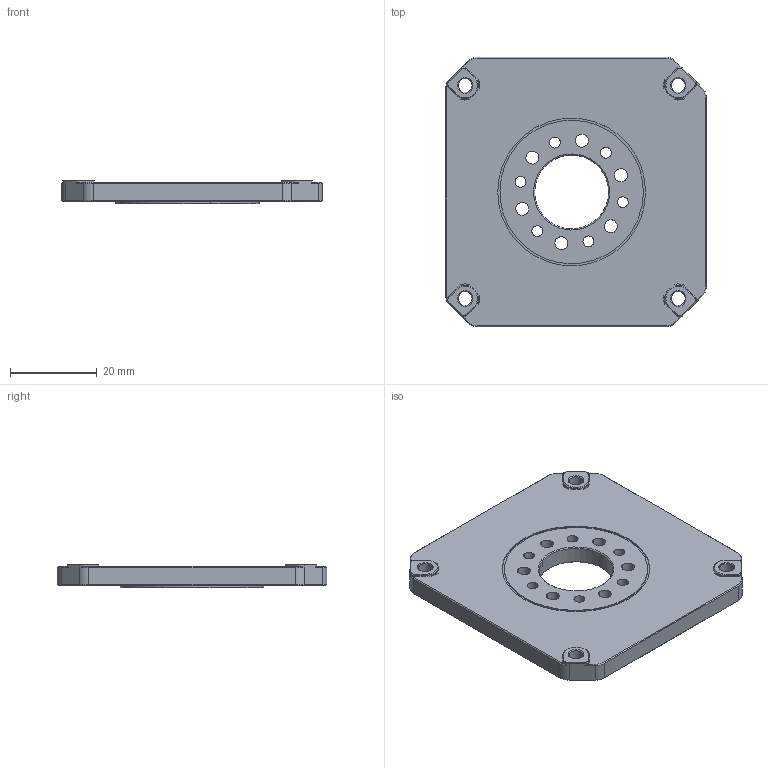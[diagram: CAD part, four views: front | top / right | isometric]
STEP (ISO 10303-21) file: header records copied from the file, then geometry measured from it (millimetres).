
FILE_DESCRIPTION (( 'STEP AP203' ), '1' );
FILE_NAME ('KB02_BACK_BEARING_DUMMY.STEP', '2023-03-14T09:11:01', ( '' ), ( '' ), 'SwSTEP 2.0', 'SolidWorks 2021', '' );
FILE_SCHEMA (( 'CONFIG_CONTROL_DESIGN' ));
Length unit declared in the file: millimetre
Products named in the file (1): KB02_BACK_BEARING_DUMMY
Bounding box: 60 x 62 x 5.5 mm (x, y, z)
Volume: 14923.1 mm3; surface area: 8772.2 mm2
Topology: 1 solids, 1 shells, 208 faces, 528 edges, 323 vertices
Faces by surface type: cylinder 87, plane 57, cone 54, torus 10
Entity records: 6524 total; most frequent: CARTESIAN_POINT 1235, DIRECTION 1165, ORIENTED_EDGE 1056, EDGE_CURVE 528, AXIS2_PLACEMENT_3D 453, VERTEX_POINT 323, LINE 259, VECTOR 259
